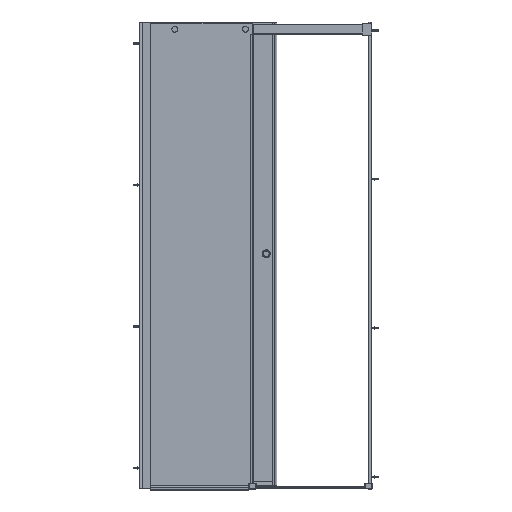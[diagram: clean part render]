
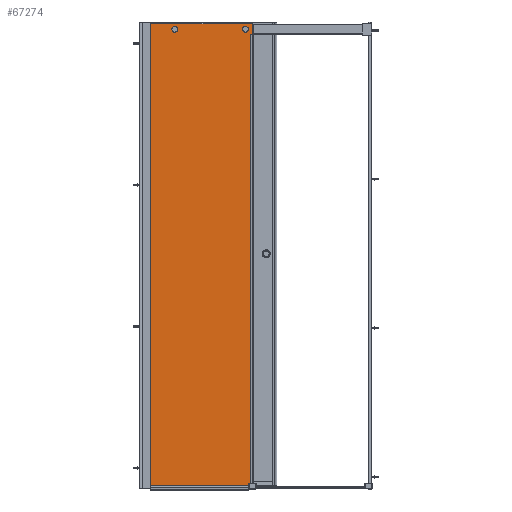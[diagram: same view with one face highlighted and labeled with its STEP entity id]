
A CAD part, top view. The second image highlights one B-rep face of the part: STEP entity #67274.
In plain terms, the highlighted planar face has unit normal (0, 0, 1).
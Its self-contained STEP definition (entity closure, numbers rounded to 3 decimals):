
#1130 = LINE ( 'NONE', #16730, #33338 ) ;
#1282 = DIRECTION ( 'NONE',  ( -1., 0., 0. ) ) ;
#2490 = CARTESIAN_POINT ( 'NONE',  ( 112., 962.5, 6. ) ) ;
#3645 = ORIENTED_EDGE ( 'NONE', *, *, #44821, .T. ) ;
#4377 = EDGE_CURVE ( 'NONE', #13213, #28385, #32796, .T. ) ;
#4414 = CARTESIAN_POINT ( 'NONE',  ( 412., 962.5, 6. ) ) ;
#5228 = CARTESIAN_POINT ( 'NONE',  ( 449., -984.5, 6. ) ) ;
#5602 = VECTOR ( 'NONE', #50259, 1000. ) ;
#8291 = VERTEX_POINT ( 'NONE', #2490 ) ;
#8644 = AXIS2_PLACEMENT_3D ( 'NONE', #94716, #51911, #104438 ) ;
#13019 = AXIS2_PLACEMENT_3D ( 'NONE', #95562, #86977, #1282 ) ;
#13213 = VERTEX_POINT ( 'NONE', #36694 ) ;
#14194 = CARTESIAN_POINT ( 'NONE',  ( 3., -984.5, 6. ) ) ;
#14447 = VERTEX_POINT ( 'NONE', #32116 ) ;
#14549 = CARTESIAN_POINT ( 'NONE',  ( 418., 962.5, 6. ) ) ;
#16608 = AXIS2_PLACEMENT_3D ( 'NONE', #54701, #40445, #91929 ) ;
#16730 = CARTESIAN_POINT ( 'NONE',  ( 1., 987.5, 6. ) ) ;
#17615 = DIRECTION ( 'NONE',  ( 0., 0., 1. ) ) ;
#18561 = ORIENTED_EDGE ( 'NONE', *, *, #83775, .T. ) ;
#21706 = VERTEX_POINT ( 'NONE', #61454 ) ;
#22048 = ORIENTED_EDGE ( 'NONE', *, *, #106135, .T. ) ;
#22698 = CIRCLE ( 'NONE', #55990, 2. ) ;
#26766 = ORIENTED_EDGE ( 'NONE', *, *, #101563, .T. ) ;
#27419 = AXIS2_PLACEMENT_3D ( 'NONE', #77002, #17615, #87153 ) ;
#28385 = VERTEX_POINT ( 'NONE', #51629 ) ;
#29395 = EDGE_CURVE ( 'NONE', #46147, #8291, #87873, .T. ) ;
#32116 = CARTESIAN_POINT ( 'NONE',  ( 3., 986.5, 6. ) ) ;
#32455 = VERTEX_POINT ( 'NONE', #5228 ) ;
#32744 = DIRECTION ( 'NONE',  ( 1., 0., 0. ) ) ;
#32796 = CIRCLE ( 'NONE', #41400, 2. ) ;
#33338 = VECTOR ( 'NONE', #76881, 1000. ) ;
#34016 = ORIENTED_EDGE ( 'NONE', *, *, #108209, .F. ) ;
#34078 = EDGE_CURVE ( 'NONE', #98582, #32455, #34911, .T. ) ;
#34595 = PLANE ( 'NONE',  #8644 ) ;
#34911 = CIRCLE ( 'NONE', #48842, 2. ) ;
#36694 = CARTESIAN_POINT ( 'NONE',  ( 1., -984.5, 6. ) ) ;
#39218 = CARTESIAN_POINT ( 'NONE',  ( 1., 984.5, 6. ) ) ;
#39249 = EDGE_LOOP ( 'NONE', ( #34016, #48649 ) ) ;
#39619 = CIRCLE ( 'NONE', #27419, 6. ) ;
#39762 = CIRCLE ( 'NONE', #13019, 2. ) ;
#40445 = DIRECTION ( 'NONE',  ( 0., 0., 1. ) ) ;
#41400 = AXIS2_PLACEMENT_3D ( 'NONE', #14194, #83686, #66395 ) ;
#44821 = EDGE_CURVE ( 'NONE', #55814, #14447, #53714, .T. ) ;
#44863 = CARTESIAN_POINT ( 'NONE',  ( 447., -986.5, 6. ) ) ;
#46147 = VERTEX_POINT ( 'NONE', #80482 ) ;
#46983 = DIRECTION ( 'NONE',  ( 0., 0., 1. ) ) ;
#47228 = DIRECTION ( 'NONE',  ( 0., 0., 1. ) ) ;
#48649 = ORIENTED_EDGE ( 'NONE', *, *, #55260, .F. ) ;
#48842 = AXIS2_PLACEMENT_3D ( 'NONE', #107014, #46983, #64647 ) ;
#48907 = DIRECTION ( 'NONE',  ( -1., 0., 0. ) ) ;
#50259 = DIRECTION ( 'NONE',  ( 0., 1., 0. ) ) ;
#51438 = VECTOR ( 'NONE', #81256, 1000. ) ;
#51629 = CARTESIAN_POINT ( 'NONE',  ( 3., -986.5, 6. ) ) ;
#51911 = DIRECTION ( 'NONE',  ( 0., 0., -1. ) ) ;
#52047 = ORIENTED_EDGE ( 'NONE', *, *, #4377, .T. ) ;
#53640 = DIRECTION ( 'NONE',  ( 1., 0., 0. ) ) ;
#53714 = LINE ( 'NONE', #101786, #106055 ) ;
#54231 = VERTEX_POINT ( 'NONE', #61239 ) ;
#54701 = CARTESIAN_POINT ( 'NONE',  ( 118., 962.5, 6. ) ) ;
#55260 = EDGE_CURVE ( 'NONE', #64545, #21706, #39619, .T. ) ;
#55814 = VERTEX_POINT ( 'NONE', #73166 ) ;
#55990 = AXIS2_PLACEMENT_3D ( 'NONE', #81041, #47228, #72015 ) ;
#56336 = VERTEX_POINT ( 'NONE', #39218 ) ;
#57249 = AXIS2_PLACEMENT_3D ( 'NONE', #63781, #105418, #53640 ) ;
#61239 = CARTESIAN_POINT ( 'NONE',  ( 449., 984.5, 6. ) ) ;
#61454 = CARTESIAN_POINT ( 'NONE',  ( 424., 962.5, 6. ) ) ;
#62344 = ORIENTED_EDGE ( 'NONE', *, *, #34078, .T. ) ;
#63781 = CARTESIAN_POINT ( 'NONE',  ( 118., 962.5, 6. ) ) ;
#64545 = VERTEX_POINT ( 'NONE', #4414 ) ;
#64647 = DIRECTION ( 'NONE',  ( -1., 0., 0. ) ) ;
#66395 = DIRECTION ( 'NONE',  ( -1., 0., 0. ) ) ;
#67274 = ADVANCED_FACE ( 'NONE', ( #80820, #68598, #96817 ), #34595, .F. ) ;
#67614 = LINE ( 'NONE', #98860, #51438 ) ;
#68598 = FACE_BOUND ( 'NONE', #78652, .T. ) ;
#71782 = ORIENTED_EDGE ( 'NONE', *, *, #29395, .F. ) ;
#72015 = DIRECTION ( 'NONE',  ( -1., 0., 0. ) ) ;
#73166 = CARTESIAN_POINT ( 'NONE',  ( 447., 986.5, 6. ) ) ;
#75688 = EDGE_CURVE ( 'NONE', #28385, #98582, #67614, .T. ) ;
#76183 = CARTESIAN_POINT ( 'NONE',  ( 449., 987.5, 6. ) ) ;
#76881 = DIRECTION ( 'NONE',  ( 0., -1., 0. ) ) ;
#76960 = EDGE_CURVE ( 'NONE', #56336, #13213, #1130, .T. ) ;
#77002 = CARTESIAN_POINT ( 'NONE',  ( 418., 962.5, 6. ) ) ;
#78652 = EDGE_LOOP ( 'NONE', ( #71782, #110429 ) ) ;
#80482 = CARTESIAN_POINT ( 'NONE',  ( 124., 962.5, 6. ) ) ;
#80820 = FACE_BOUND ( 'NONE', #39249, .T. ) ;
#81041 = CARTESIAN_POINT ( 'NONE',  ( 447., 984.5, 6. ) ) ;
#81256 = DIRECTION ( 'NONE',  ( 1., 0., 0. ) ) ;
#82999 = AXIS2_PLACEMENT_3D ( 'NONE', #14549, #110573, #32744 ) ;
#83686 = DIRECTION ( 'NONE',  ( 0., 0., 1. ) ) ;
#83775 = EDGE_CURVE ( 'NONE', #32455, #54231, #105013, .T. ) ;
#86977 = DIRECTION ( 'NONE',  ( 0., 0., 1. ) ) ;
#87153 = DIRECTION ( 'NONE',  ( 1., 0., 0. ) ) ;
#87873 = CIRCLE ( 'NONE', #57249, 6. ) ;
#91929 = DIRECTION ( 'NONE',  ( 1., 0., 0. ) ) ;
#94716 = CARTESIAN_POINT ( 'NONE',  ( 0., 987.5, 6. ) ) ;
#95562 = CARTESIAN_POINT ( 'NONE',  ( 3., 984.5, 6. ) ) ;
#96817 = FACE_OUTER_BOUND ( 'NONE', #101760, .T. ) ;
#98582 = VERTEX_POINT ( 'NONE', #44863 ) ;
#98860 = CARTESIAN_POINT ( 'NONE',  ( 0., -986.5, 6. ) ) ;
#100315 = ORIENTED_EDGE ( 'NONE', *, *, #76960, .T. ) ;
#101563 = EDGE_CURVE ( 'NONE', #54231, #55814, #22698, .T. ) ;
#101760 = EDGE_LOOP ( 'NONE', ( #26766, #3645, #22048, #100315, #52047, #107117, #62344, #18561 ) ) ;
#101786 = CARTESIAN_POINT ( 'NONE',  ( 3., 986.5, 6. ) ) ;
#104438 = DIRECTION ( 'NONE',  ( -1., 0., 0. ) ) ;
#105013 = LINE ( 'NONE', #76183, #5602 ) ;
#105232 = CIRCLE ( 'NONE', #82999, 6. ) ;
#105418 = DIRECTION ( 'NONE',  ( 0., 0., 1. ) ) ;
#105658 = CIRCLE ( 'NONE', #16608, 6. ) ;
#105705 = EDGE_CURVE ( 'NONE', #8291, #46147, #105658, .T. ) ;
#106055 = VECTOR ( 'NONE', #48907, 1000. ) ;
#106135 = EDGE_CURVE ( 'NONE', #14447, #56336, #39762, .T. ) ;
#107014 = CARTESIAN_POINT ( 'NONE',  ( 447., -984.5, 6. ) ) ;
#107117 = ORIENTED_EDGE ( 'NONE', *, *, #75688, .T. ) ;
#108209 = EDGE_CURVE ( 'NONE', #21706, #64545, #105232, .T. ) ;
#110429 = ORIENTED_EDGE ( 'NONE', *, *, #105705, .F. ) ;
#110573 = DIRECTION ( 'NONE',  ( 0., 0., 1. ) ) ;
